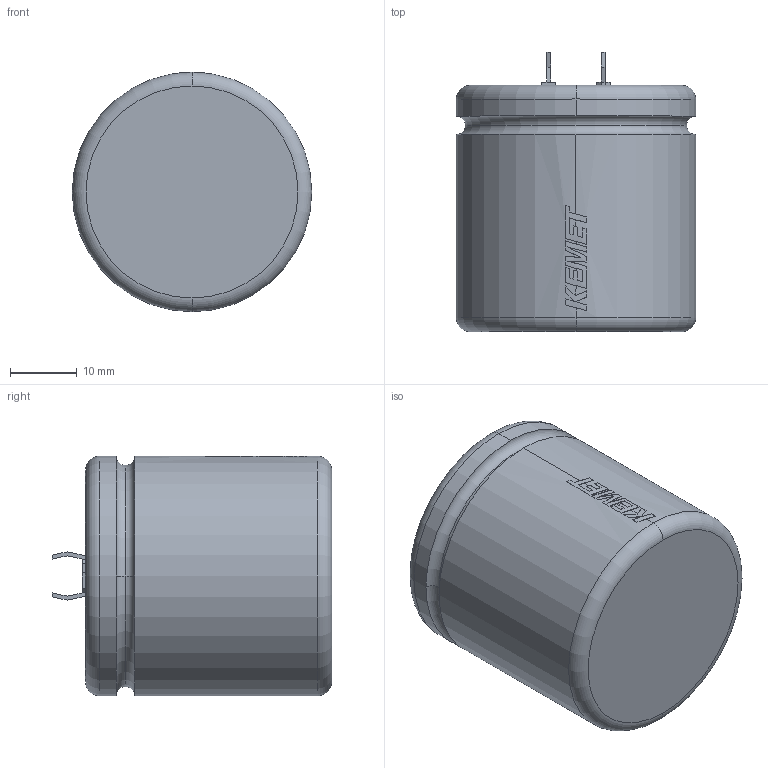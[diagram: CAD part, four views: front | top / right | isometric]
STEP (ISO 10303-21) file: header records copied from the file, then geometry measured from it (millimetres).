
FILE_DESCRIPTION (( 'STEP AP214' ), '1' );
FILE_NAME ('CARS_K3P_35X35_D36L37S10LL5F2.1.STEP', '2020-07-21T19:13:23', ( '' ), ( '' ), 'SwSTEP 2.0', 'SolidWorks 2014', '' );
FILE_SCHEMA (( 'AUTOMOTIVE_DESIGN' ));
Length unit declared in the file: millimetre
Products named in the file (1): CARS_K3P_35X35_D36L37S10LL5F2.1
Bounding box: 36 x 41.99 x 36 mm (x, y, z)
Volume: 37133.6 mm3; surface area: 6217.4 mm2
Topology: 1 solids, 1 shells, 115 faces, 319 edges, 208 vertices
Faces by surface type: plane 61, bspline 31, cylinder 15, torus 8
Entity records: 4078 total; most frequent: CARTESIAN_POINT 1191, ORIENTED_EDGE 638, DIRECTION 386, EDGE_CURVE 319, VERTEX_POINT 208, VECTOR 160, LINE 160, B_SPLINE_CURVE_WITH_KNOTS 131
